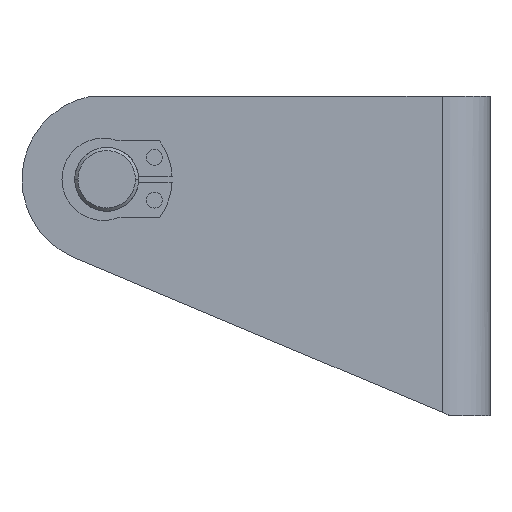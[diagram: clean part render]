
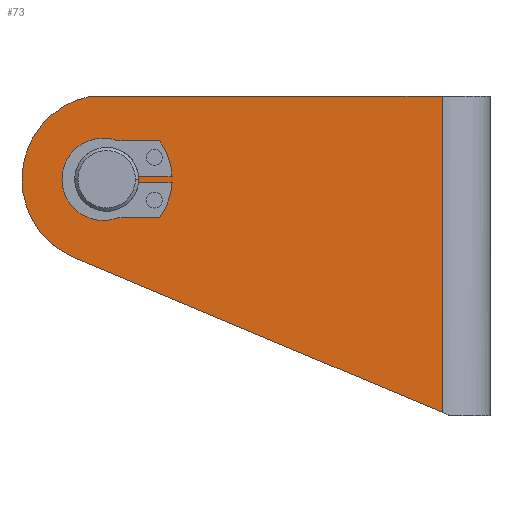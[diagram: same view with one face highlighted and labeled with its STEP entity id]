
A CAD part, left-side view. The second image highlights one B-rep face of the part: STEP entity #73.
In plain terms, the highlighted planar face has unit normal (-1, 0, 0).
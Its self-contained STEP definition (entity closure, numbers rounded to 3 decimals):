
#73=ADVANCED_FACE('',(#167,#168),#169,.T.);
#167=FACE_OUTER_BOUND('',#307,.T.);
#168=FACE_BOUND('',#308,.T.);
#169=PLANE('',#309);
#307=EDGE_LOOP('',(#591,#592,#593,#594));
#308=EDGE_LOOP('',(#595,#596,#597,#598,#599,#600,#601,#602,#603,#604,#605));
#309=AXIS2_PLACEMENT_3D('',#606,#607,#608);
#591=ORIENTED_EDGE('',*,*,#992,.F.);
#592=ORIENTED_EDGE('',*,*,#993,.F.);
#593=ORIENTED_EDGE('',*,*,#994,.F.);
#594=ORIENTED_EDGE('',*,*,#995,.T.);
#595=ORIENTED_EDGE('',*,*,#970,.T.);
#596=ORIENTED_EDGE('',*,*,#985,.T.);
#597=ORIENTED_EDGE('',*,*,#986,.T.);
#598=ORIENTED_EDGE('',*,*,#953,.T.);
#599=ORIENTED_EDGE('',*,*,#957,.T.);
#600=ORIENTED_EDGE('',*,*,#988,.T.);
#601=ORIENTED_EDGE('',*,*,#990,.T.);
#602=ORIENTED_EDGE('',*,*,#991,.T.);
#603=ORIENTED_EDGE('',*,*,#980,.T.);
#604=ORIENTED_EDGE('',*,*,#934,.T.);
#605=ORIENTED_EDGE('',*,*,#996,.T.);
#606=CARTESIAN_POINT('',(-6.55,12.184,11.93));
#607=DIRECTION('',(-1.0,0.0,0.));
#608=DIRECTION('',(0.,0.0,1.0));
#934=EDGE_CURVE('',#1122,#1120,#1123,.T.);
#953=EDGE_CURVE('',#1159,#1157,#1160,.T.);
#957=EDGE_CURVE('',#1157,#1164,#1167,.T.);
#970=EDGE_CURVE('',#1186,#1190,#1192,.T.);
#980=EDGE_CURVE('',#1206,#1122,#1207,.T.);
#985=EDGE_CURVE('',#1190,#1211,#1213,.T.);
#986=EDGE_CURVE('',#1211,#1159,#1214,.T.);
#988=EDGE_CURVE('',#1164,#1215,#1217,.T.);
#990=EDGE_CURVE('',#1215,#1218,#1220,.T.);
#991=EDGE_CURVE('',#1218,#1206,#1221,.T.);
#992=EDGE_CURVE('',#1222,#1223,#1224,.T.);
#993=EDGE_CURVE('',#1225,#1222,#1226,.T.);
#994=EDGE_CURVE('',#1227,#1225,#1228,.T.);
#995=EDGE_CURVE('',#1227,#1223,#1229,.T.);
#996=EDGE_CURVE('',#1120,#1186,#1230,.T.);
#1120=VERTEX_POINT('',#1402);
#1122=VERTEX_POINT('',#1405);
#1123=CIRCLE('',#1406,2.0);
#1157=VERTEX_POINT('',#1448);
#1159=VERTEX_POINT('',#1451);
#1160=CIRCLE('',#1452,2.575);
#1164=VERTEX_POINT('',#1457);
#1167=CIRCLE('',#1461,2.575);
#1186=VERTEX_POINT('',#1484);
#1190=VERTEX_POINT('',#1490);
#1192=LINE('',#1493,#1494);
#1206=VERTEX_POINT('',#1511);
#1207=LINE('',#1512,#1513);
#1211=VERTEX_POINT('',#1518);
#1213=CIRCLE('',#1521,4.1);
#1214=LINE('',#1522,#1523);
#1215=VERTEX_POINT('',#1524);
#1217=CIRCLE('',#1527,2.575);
#1218=VERTEX_POINT('',#1528);
#1220=LINE('',#1531,#1532);
#1221=CIRCLE('',#1533,4.1);
#1222=VERTEX_POINT('',#1534);
#1223=VERTEX_POINT('',#1535);
#1224=LINE('',#1536,#1537);
#1225=VERTEX_POINT('',#1538);
#1226=CIRCLE('',#1539,5.3);
#1227=VERTEX_POINT('',#1540);
#1228=LINE('',#1541,#1542);
#1229=LINE('',#1543,#1544);
#1230=CIRCLE('',#1545,2.0);
#1402=CARTESIAN_POINT('',(-6.55,22.0,14.8));
#1405=CARTESIAN_POINT('',(-6.55,22.01,15.0));
#1406=AXIS2_PLACEMENT_3D('',#1740,#1741,#1742);
#1448=CARTESIAN_POINT('',(-6.55,24.225,12.225));
#1451=CARTESIAN_POINT('',(-6.55,23.292,12.4));
#1452=AXIS2_PLACEMENT_3D('',#1779,#1780,#1781);
#1457=CARTESIAN_POINT('',(-6.55,24.225,17.375));
#1461=AXIS2_PLACEMENT_3D('',#1787,#1788,#1789);
#1484=CARTESIAN_POINT('',(-6.55,22.01,14.6));
#1490=CARTESIAN_POINT('',(-6.55,19.905,14.6));
#1493=CARTESIAN_POINT('',(-6.55,16.596,14.6));
#1494=VECTOR('',#1812,1.0);
#1511=CARTESIAN_POINT('',(-6.55,19.905,15.0));
#1512=CARTESIAN_POINT('',(-6.55,16.596,15.0));
#1513=VECTOR('',#1834,1.0);
#1518=CARTESIAN_POINT('',(-6.55,20.676,12.4));
#1521=AXIS2_PLACEMENT_3D('',#1843,#1844,#1845);
#1522=CARTESIAN_POINT('',(-6.55,17.084,12.4));
#1523=VECTOR('',#1846,1.0);
#1524=CARTESIAN_POINT('',(-6.55,23.292,17.2));
#1527=AXIS2_PLACEMENT_3D('',#1848,#1849,#1850);
#1528=CARTESIAN_POINT('',(-6.55,20.676,17.2));
#1531=CARTESIAN_POINT('',(-6.55,17.084,17.2));
#1532=VECTOR('',#1852,1.0);
#1533=AXIS2_PLACEMENT_3D('',#1853,#1854,#1855);
#1534=CARTESIAN_POINT('',(-6.55,25.025,20.0));
#1535=CARTESIAN_POINT('',(-6.55,3.0,20.0));
#1536=CARTESIAN_POINT('',(-6.55,13.028,20.0));
#1537=VECTOR('',#1856,1.0);
#1538=CARTESIAN_POINT('',(-6.55,26.056,9.915));
#1539=AXIS2_PLACEMENT_3D('',#1857,#1858,#1859);
#1540=CARTESIAN_POINT('',(-6.55,3.0,0.21));
#1541=CARTESIAN_POINT('',(-6.55,2.5,0.));
#1542=VECTOR('',#1860,1.0);
#1543=CARTESIAN_POINT('',(-6.55,3.0,10.0));
#1544=VECTOR('',#1861,1.0);
#1545=AXIS2_PLACEMENT_3D('',#1862,#1863,#1864);
#1740=CARTESIAN_POINT('',(-6.55,24.0,14.8));
#1741=DIRECTION('',(1.0,0.0,0.));
#1742=DIRECTION('',(0.0,1.0,0.0));
#1779=CARTESIAN_POINT('',(-6.55,24.225,14.8));
#1780=DIRECTION('',(1.0,0.0,0.));
#1781=DIRECTION('',(0.,0.0,1.0));
#1787=CARTESIAN_POINT('',(-6.55,24.225,14.8));
#1788=DIRECTION('',(1.0,0.0,0.));
#1789=DIRECTION('',(0.,0.0,1.0));
#1812=DIRECTION('',(0.0,-1.0,0.0));
#1834=DIRECTION('',(0.,1.0,0.));
#1843=CARTESIAN_POINT('',(-6.55,24.0,14.8));
#1844=DIRECTION('',(1.0,0.0,0.));
#1845=DIRECTION('',(0.,0.0,1.0));
#1846=DIRECTION('',(0.0,1.0,0.0));
#1848=CARTESIAN_POINT('',(-6.55,24.225,14.8));
#1849=DIRECTION('',(1.0,0.0,0.));
#1850=DIRECTION('',(0.,0.0,1.0));
#1852=DIRECTION('',(0.0,-1.0,0.0));
#1853=CARTESIAN_POINT('',(-6.55,24.0,14.8));
#1854=DIRECTION('',(1.0,0.0,0.));
#1855=DIRECTION('',(0.,0.0,1.0));
#1856=DIRECTION('',(0.0,-1.0,0.0));
#1857=CARTESIAN_POINT('',(-6.55,24.0,14.8));
#1858=DIRECTION('',(1.0,0.0,0.));
#1859=DIRECTION('',(0.,0.0,1.0));
#1860=DIRECTION('',(0.,0.922,0.388));
#1861=DIRECTION('',(0.0,0.0,1.0));
#1862=CARTESIAN_POINT('',(-6.55,24.0,14.8));
#1863=DIRECTION('',(1.0,0.0,0.));
#1864=DIRECTION('',(0.0,1.0,0.0));
